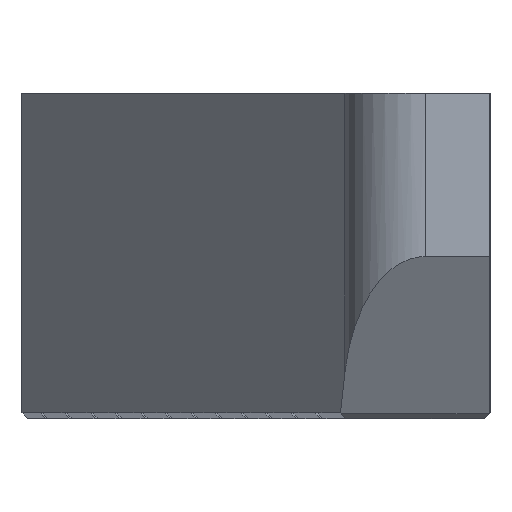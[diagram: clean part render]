
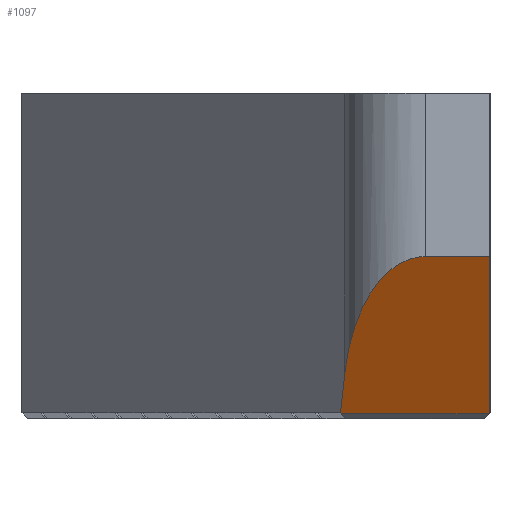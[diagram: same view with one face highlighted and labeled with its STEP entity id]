
A CAD part, left-side view. The second image highlights one B-rep face of the part: STEP entity #1097.
In plain terms, the highlighted planar face has unit normal (-0.866, 0, -0.5).
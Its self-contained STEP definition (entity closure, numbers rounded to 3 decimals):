
#93 = PLANE('',#94);
#94 = AXIS2_PLACEMENT_3D('',#95,#96,#97);
#95 = CARTESIAN_POINT('',(-7.,-30.,0.));
#96 = DIRECTION('',(0.,-1.,0.));
#97 = DIRECTION('',(-1.,0.,0.));
#161 = EDGE_CURVE('',#162,#164,#166,.T.);
#162 = VERTEX_POINT('',#163);
#163 = CARTESIAN_POINT('',(-163.,-30.,13.856));
#164 = VERTEX_POINT('',#165);
#165 = CARTESIAN_POINT('',(-155.289,-30.,0.5));
#166 = SURFACE_CURVE('',#167,(#171,#178),.PCURVE_S1.);
#167 = LINE('',#168,#169);
#168 = CARTESIAN_POINT('',(-163.,-30.,13.856));
#169 = VECTOR('',#170,1.);
#170 = DIRECTION('',(0.5,0.,-0.866));
#171 = PCURVE('',#93,#172);
#172 = DEFINITIONAL_REPRESENTATION('',(#173),#177);
#173 = LINE('',#174,#175);
#174 = CARTESIAN_POINT('',(156.,-13.856));
#175 = VECTOR('',#176,1.);
#176 = DIRECTION('',(-0.5,0.866));
#177 = ( GEOMETRIC_REPRESENTATION_CONTEXT(2) 
PARAMETRIC_REPRESENTATION_CONTEXT() REPRESENTATION_CONTEXT('2D SPACE',''
  ) );
#178 = PCURVE('',#179,#184);
#179 = PLANE('',#180);
#180 = AXIS2_PLACEMENT_3D('',#181,#182,#183);
#181 = CARTESIAN_POINT('',(-163.,-30.,13.856));
#182 = DIRECTION('',(-0.866,0.,-0.5));
#183 = DIRECTION('',(0.5,0.,-0.866));
#184 = DEFINITIONAL_REPRESENTATION('',(#185),#189);
#185 = LINE('',#186,#187);
#186 = CARTESIAN_POINT('',(0.,0.));
#187 = VECTOR('',#188,1.);
#188 = DIRECTION('',(1.,0.));
#189 = ( GEOMETRIC_REPRESENTATION_CONTEXT(2) 
PARAMETRIC_REPRESENTATION_CONTEXT() REPRESENTATION_CONTEXT('2D SPACE',''
  ) );
#207 = PLANE('',#208);
#208 = AXIS2_PLACEMENT_3D('',#209,#210,#211);
#209 = CARTESIAN_POINT('',(-7.,-29.75,0.25));
#210 = DIRECTION('',(0.,-0.707,-0.707));
#211 = DIRECTION('',(1.,0.,0.));
#989 = PLANE('',#990);
#990 = AXIS2_PLACEMENT_3D('',#991,#992,#993);
#991 = CARTESIAN_POINT('',(-163.,-30.,0.));
#992 = DIRECTION('',(-1.,0.,0.));
#993 = DIRECTION('',(0.,1.,0.));
#1097 = ADVANCED_FACE('',(#1098),#179,.T.);
#1098 = FACE_BOUND('',#1099,.T.);
#1099 = EDGE_LOOP('',(#1100,#1101,#1124,#1159,#1185,#1213,#1241));
#1100 = ORIENTED_EDGE('',*,*,#161,.F.);
#1101 = ORIENTED_EDGE('',*,*,#1102,.T.);
#1102 = EDGE_CURVE('',#162,#1103,#1105,.T.);
#1103 = VERTEX_POINT('',#1104);
#1104 = CARTESIAN_POINT('',(-163.,-24.48,
    13.856));
#1105 = SURFACE_CURVE('',#1106,(#1110,#1117),.PCURVE_S1.);
#1106 = LINE('',#1107,#1108);
#1107 = CARTESIAN_POINT('',(-163.,-30.,13.856));
#1108 = VECTOR('',#1109,1.);
#1109 = DIRECTION('',(0.,1.,0.));
#1110 = PCURVE('',#179,#1111);
#1111 = DEFINITIONAL_REPRESENTATION('',(#1112),#1116);
#1112 = LINE('',#1113,#1114);
#1113 = CARTESIAN_POINT('',(0.,0.));
#1114 = VECTOR('',#1115,1.);
#1115 = DIRECTION('',(0.,-1.));
#1116 = ( GEOMETRIC_REPRESENTATION_CONTEXT(2) 
PARAMETRIC_REPRESENTATION_CONTEXT() REPRESENTATION_CONTEXT('2D SPACE',''
  ) );
#1117 = PCURVE('',#989,#1118);
#1118 = DEFINITIONAL_REPRESENTATION('',(#1119),#1123);
#1119 = LINE('',#1120,#1121);
#1120 = CARTESIAN_POINT('',(0.,-13.856));
#1121 = VECTOR('',#1122,1.);
#1122 = DIRECTION('',(1.,0.));
#1123 = ( GEOMETRIC_REPRESENTATION_CONTEXT(2) 
PARAMETRIC_REPRESENTATION_CONTEXT() REPRESENTATION_CONTEXT('2D SPACE',''
  ) );
#1124 = ORIENTED_EDGE('',*,*,#1125,.T.);
#1125 = EDGE_CURVE('',#1103,#1126,#1128,.T.);
#1126 = VERTEX_POINT('',#1127);
#1127 = CARTESIAN_POINT('',(-157.289,-17.6,3.965));
#1128 = SURFACE_CURVE('',#1129,(#1134,#1141),.PCURVE_S1.);
#1129 = ELLIPSE('',#1130,14.,7.);
#1130 = AXIS2_PLACEMENT_3D('',#1131,#1132,#1133);
#1131 = CARTESIAN_POINT('',(-156.,-24.48,
    1.732));
#1132 = DIRECTION('',(-0.866,0.,-0.5));
#1133 = DIRECTION('',(0.5,0.,-0.866));
#1134 = PCURVE('',#179,#1135);
#1135 = DEFINITIONAL_REPRESENTATION('',(#1136),#1140);
#1136 = ELLIPSE('',#1137,14.,7.);
#1137 = AXIS2_PLACEMENT_2D('',#1138,#1139);
#1138 = CARTESIAN_POINT('',(14.,-5.52));
#1139 = DIRECTION('',(1.,0.));
#1140 = ( GEOMETRIC_REPRESENTATION_CONTEXT(2) 
PARAMETRIC_REPRESENTATION_CONTEXT() REPRESENTATION_CONTEXT('2D SPACE',''
  ) );
#1141 = PCURVE('',#1142,#1147);
#1142 = CYLINDRICAL_SURFACE('',#1143,7.);
#1143 = AXIS2_PLACEMENT_3D('',#1144,#1145,#1146);
#1144 = CARTESIAN_POINT('',(-156.,-24.48,0.));
#1145 = DIRECTION('',(-0.,-0.,-1.));
#1146 = DIRECTION('',(1.,0.,0.));
#1147 = DEFINITIONAL_REPRESENTATION('',(#1148),#1158);
#1148 = B_SPLINE_CURVE_WITH_KNOTS('',8,(#1149,#1150,#1151,#1152,#1153,
    #1154,#1155,#1156,#1157),.UNSPECIFIED.,.F.,.F.,(9,9),(3.142
    ,4.527),.PIECEWISE_BEZIER_KNOTS.);
#1149 = CARTESIAN_POINT('',(-3.142,-13.856));
#1150 = CARTESIAN_POINT('',(-2.968,-13.856));
#1151 = CARTESIAN_POINT('',(-2.795,-13.441));
#1152 = CARTESIAN_POINT('',(-2.622,-12.609));
#1153 = CARTESIAN_POINT('',(-2.449,-11.389));
#1154 = CARTESIAN_POINT('',(-2.276,-9.833));
#1155 = CARTESIAN_POINT('',(-2.102,-8.016));
#1156 = CARTESIAN_POINT('',(-1.929,-6.029));
#1157 = CARTESIAN_POINT('',(-1.756,-3.965));
#1158 = ( GEOMETRIC_REPRESENTATION_CONTEXT(2) 
PARAMETRIC_REPRESENTATION_CONTEXT() REPRESENTATION_CONTEXT('2D SPACE',''
  ) );
#1159 = ORIENTED_EDGE('',*,*,#1160,.T.);
#1160 = EDGE_CURVE('',#1126,#1161,#1163,.T.);
#1161 = VERTEX_POINT('',#1162);
#1162 = CARTESIAN_POINT('',(-155.289,-17.225,0.5));
#1163 = SURFACE_CURVE('',#1164,(#1168,#1174),.PCURVE_S1.);
#1164 = LINE('',#1165,#1166);
#1165 = CARTESIAN_POINT('',(-140.665,-14.485,
    -24.829));
#1166 = VECTOR('',#1167,1.);
#1167 = DIRECTION('',(0.498,0.093,-0.862)
  );
#1168 = PCURVE('',#179,#1169);
#1169 = DEFINITIONAL_REPRESENTATION('',(#1170),#1173);
#1170 = B_SPLINE_CURVE_WITH_KNOTS('',1,(#1171,#1172),.UNSPECIFIED.,.F.,
  .F.,(2,2),(-46.473,-27.189),.PIECEWISE_BEZIER_KNOTS.);
#1171 = CARTESIAN_POINT('',(-1.6,-11.18));
#1172 = CARTESIAN_POINT('',(17.6,-12.979));
#1173 = ( GEOMETRIC_REPRESENTATION_CONTEXT(2) 
PARAMETRIC_REPRESENTATION_CONTEXT() REPRESENTATION_CONTEXT('2D SPACE',''
  ) );
#1174 = PCURVE('',#1175,#1180);
#1175 = PLANE('',#1176);
#1176 = AXIS2_PLACEMENT_3D('',#1177,#1178,#1179);
#1177 = CARTESIAN_POINT('',(-10.,10.,0.));
#1178 = DIRECTION('',(0.184,-0.983,0.));
#1179 = DIRECTION('',(-0.983,-0.184,0.));
#1180 = DEFINITIONAL_REPRESENTATION('',(#1181),#1184);
#1181 = B_SPLINE_CURVE_WITH_KNOTS('',1,(#1182,#1183),.UNSPECIFIED.,.F.,
  .F.,(2,2),(-46.473,-27.189),.PIECEWISE_BEZIER_KNOTS.);
#1182 = CARTESIAN_POINT('',(156.477,-15.242));
#1183 = CARTESIAN_POINT('',(146.71,1.386));
#1184 = ( GEOMETRIC_REPRESENTATION_CONTEXT(2) 
PARAMETRIC_REPRESENTATION_CONTEXT() REPRESENTATION_CONTEXT('2D SPACE',''
  ) );
#1185 = ORIENTED_EDGE('',*,*,#1186,.F.);
#1186 = EDGE_CURVE('',#1187,#1161,#1189,.T.);
#1187 = VERTEX_POINT('',#1188);
#1188 = CARTESIAN_POINT('',(-155.25,-17.286,
    0.433));
#1189 = SURFACE_CURVE('',#1190,(#1194,#1201),.PCURVE_S1.);
#1190 = LINE('',#1191,#1192);
#1191 = CARTESIAN_POINT('',(-148.147,-28.471,
    -11.869));
#1192 = VECTOR('',#1193,1.);
#1193 = DIRECTION('',(-0.393,0.619,0.68));
#1194 = PCURVE('',#179,#1195);
#1195 = DEFINITIONAL_REPRESENTATION('',(#1196),#1200);
#1196 = LINE('',#1197,#1198);
#1197 = CARTESIAN_POINT('',(29.705,-1.529));
#1198 = VECTOR('',#1199,1.);
#1199 = DIRECTION('',(-0.786,-0.619));
#1200 = ( GEOMETRIC_REPRESENTATION_CONTEXT(2) 
PARAMETRIC_REPRESENTATION_CONTEXT() REPRESENTATION_CONTEXT('2D SPACE',''
  ) );
#1201 = PCURVE('',#1202,#1207);
#1202 = PLANE('',#1203);
#1203 = AXIS2_PLACEMENT_3D('',#1204,#1205,#1206);
#1204 = CARTESIAN_POINT('',(-9.954,9.754,0.25));
#1205 = DIRECTION('',(0.13,-0.695,0.707));
#1206 = DIRECTION('',(0.983,0.184,0.)
  );
#1207 = DEFINITIONAL_REPRESENTATION('',(#1208),#1212);
#1208 = LINE('',#1209,#1210);
#1209 = CARTESIAN_POINT('',(-142.87,-17.139));
#1210 = VECTOR('',#1211,1.);
#1211 = DIRECTION('',(-0.272,0.962));
#1212 = ( GEOMETRIC_REPRESENTATION_CONTEXT(2) 
PARAMETRIC_REPRESENTATION_CONTEXT() REPRESENTATION_CONTEXT('2D SPACE',''
  ) );
#1213 = ORIENTED_EDGE('',*,*,#1214,.F.);
#1214 = EDGE_CURVE('',#1215,#1187,#1217,.T.);
#1215 = VERTEX_POINT('',#1216);
#1216 = CARTESIAN_POINT('',(-155.25,-29.933,
    0.433));
#1217 = SURFACE_CURVE('',#1218,(#1222,#1229),.PCURVE_S1.);
#1218 = LINE('',#1219,#1220);
#1219 = CARTESIAN_POINT('',(-155.25,-30.,0.433));
#1220 = VECTOR('',#1221,1.);
#1221 = DIRECTION('',(0.,1.,0.));
#1222 = PCURVE('',#179,#1223);
#1223 = DEFINITIONAL_REPRESENTATION('',(#1224),#1228);
#1224 = LINE('',#1225,#1226);
#1225 = CARTESIAN_POINT('',(15.5,0.));
#1226 = VECTOR('',#1227,1.);
#1227 = DIRECTION('',(0.,-1.));
#1228 = ( GEOMETRIC_REPRESENTATION_CONTEXT(2) 
PARAMETRIC_REPRESENTATION_CONTEXT() REPRESENTATION_CONTEXT('2D SPACE',''
  ) );
#1229 = PCURVE('',#1230,#1235);
#1230 = PLANE('',#1231);
#1231 = AXIS2_PLACEMENT_3D('',#1232,#1233,#1234);
#1232 = CARTESIAN_POINT('',(-154.875,-30.,0.217));
#1233 = DIRECTION('',(-0.5,0.,-0.866));
#1234 = DIRECTION('',(0.,-1.,0.));
#1235 = DEFINITIONAL_REPRESENTATION('',(#1236),#1240);
#1236 = LINE('',#1237,#1238);
#1237 = CARTESIAN_POINT('',(-0.,0.433));
#1238 = VECTOR('',#1239,1.);
#1239 = DIRECTION('',(-1.,0.));
#1240 = ( GEOMETRIC_REPRESENTATION_CONTEXT(2) 
PARAMETRIC_REPRESENTATION_CONTEXT() REPRESENTATION_CONTEXT('2D SPACE',''
  ) );
#1241 = ORIENTED_EDGE('',*,*,#1242,.T.);
#1242 = EDGE_CURVE('',#1215,#164,#1243,.T.);
#1243 = SURFACE_CURVE('',#1244,(#1248,#1255),.PCURVE_S1.);
#1244 = LINE('',#1245,#1246);
#1245 = CARTESIAN_POINT('',(-146.838,-15.363,
    -14.137));
#1246 = VECTOR('',#1247,1.);
#1247 = DIRECTION('',(-0.378,-0.655,0.655));
#1248 = PCURVE('',#179,#1249);
#1249 = DEFINITIONAL_REPRESENTATION('',(#1250),#1254);
#1250 = LINE('',#1251,#1252);
#1251 = CARTESIAN_POINT('',(32.324,-14.637));
#1252 = VECTOR('',#1253,1.);
#1253 = DIRECTION('',(-0.756,0.655));
#1254 = ( GEOMETRIC_REPRESENTATION_CONTEXT(2) 
PARAMETRIC_REPRESENTATION_CONTEXT() REPRESENTATION_CONTEXT('2D SPACE',''
  ) );
#1255 = PCURVE('',#207,#1256);
#1256 = DEFINITIONAL_REPRESENTATION('',(#1257),#1261);
#1257 = LINE('',#1258,#1259);
#1258 = CARTESIAN_POINT('',(-139.838,-20.346));
#1259 = VECTOR('',#1260,1.);
#1260 = DIRECTION('',(-0.378,0.926));
#1261 = ( GEOMETRIC_REPRESENTATION_CONTEXT(2) 
PARAMETRIC_REPRESENTATION_CONTEXT() REPRESENTATION_CONTEXT('2D SPACE',''
  ) );
